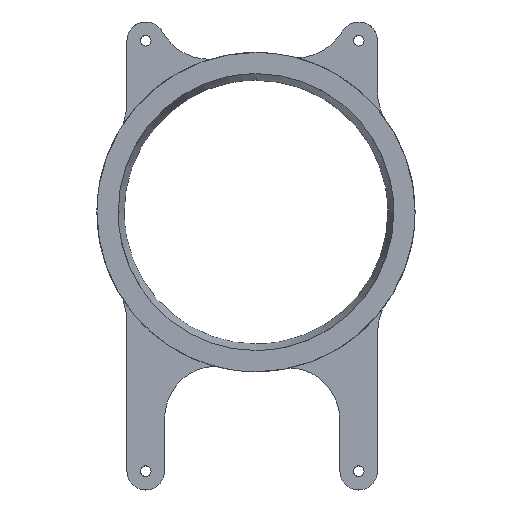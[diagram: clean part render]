
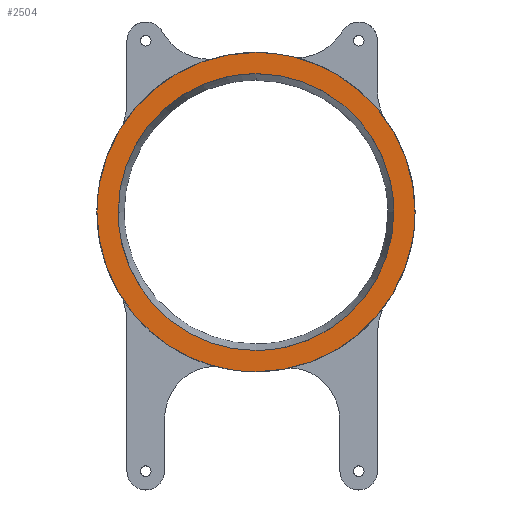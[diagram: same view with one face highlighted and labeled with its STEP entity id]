
A CAD part, top view. The second image highlights one B-rep face of the part: STEP entity #2504.
In plain terms, the highlighted planar face has unit normal (0, 0, 1).
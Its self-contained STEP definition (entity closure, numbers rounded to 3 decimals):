
#783=CARTESIAN_POINT('',(0.,-31.487,
2.816));
#784=CARTESIAN_POINT('',(2.049,-31.487,2.816));
#785=CARTESIAN_POINT('',(6.159,-31.077,2.816));
#786=CARTESIAN_POINT('',(12.08,-29.28,2.816));
#787=CARTESIAN_POINT('',(17.536,-26.348,2.816));
#788=CARTESIAN_POINT('',(22.324,-22.413,2.816));
#789=CARTESIAN_POINT('',(26.247,-17.607,2.816));
#790=CARTESIAN_POINT('',(29.17,-12.13,2.816));
#791=CARTESIAN_POINT('',(30.962,-6.185,2.816));
#792=CARTESIAN_POINT('',(31.371,-2.058,2.816));
#793=CARTESIAN_POINT('',(31.371,0.,2.816));
#795=CARTESIAN_POINT('',(-31.371,0.,
2.816));
#796=CARTESIAN_POINT('',(-31.371,-2.058,2.816));
#797=CARTESIAN_POINT('',(-30.962,-6.185,2.816));
#798=CARTESIAN_POINT('',(-29.17,-12.13,2.816));
#799=CARTESIAN_POINT('',(-26.247,-17.607,2.816));
#800=CARTESIAN_POINT('',(-22.324,-22.413,2.816));
#801=CARTESIAN_POINT('',(-17.536,-26.348,2.816));
#802=CARTESIAN_POINT('',(-12.08,-29.28,2.816));
#803=CARTESIAN_POINT('',(-6.159,-31.077,2.816));
#804=CARTESIAN_POINT('',(-2.049,-31.487,2.816));
#805=CARTESIAN_POINT('',(0.,-31.487,
2.816));
#807=CARTESIAN_POINT('',(0.,31.487,2.816));
#808=CARTESIAN_POINT('',(-1.026,31.487,2.816));
#809=CARTESIAN_POINT('',(-3.079,31.385,2.816));
#810=CARTESIAN_POINT('',(-6.128,30.93,2.816));
#811=CARTESIAN_POINT('',(-9.119,30.179,2.816));
#812=CARTESIAN_POINT('',(-12.986,28.793,2.816));
#813=CARTESIAN_POINT('',(-17.535,26.348,2.816));
#814=CARTESIAN_POINT('',(-21.527,23.067,2.816));
#815=CARTESIAN_POINT('',(-24.286,20.012,2.816));
#816=CARTESIAN_POINT('',(-26.124,17.526,2.816));
#817=CARTESIAN_POINT('',(-27.71,14.871,2.816));
#818=CARTESIAN_POINT('',(-29.468,11.142,2.816));
#819=CARTESIAN_POINT('',(-30.962,6.184,2.816));
#820=CARTESIAN_POINT('',(-31.371,2.058,2.816));
#821=CARTESIAN_POINT('',(-31.371,0.,
2.816));
#823=CARTESIAN_POINT('',(31.371,0.,2.816));
#824=CARTESIAN_POINT('',(31.371,2.058,2.816));
#825=CARTESIAN_POINT('',(30.962,6.184,2.816));
#826=CARTESIAN_POINT('',(29.468,11.142,2.816));
#827=CARTESIAN_POINT('',(27.71,14.871,2.816));
#828=CARTESIAN_POINT('',(26.124,17.526,2.816));
#829=CARTESIAN_POINT('',(24.286,20.012,2.816));
#830=CARTESIAN_POINT('',(21.527,23.067,2.816));
#831=CARTESIAN_POINT('',(17.535,26.348,2.816));
#832=CARTESIAN_POINT('',(12.986,28.793,2.816));
#833=CARTESIAN_POINT('',(9.119,30.179,2.816));
#834=CARTESIAN_POINT('',(6.128,30.93,2.816));
#835=CARTESIAN_POINT('',(3.079,31.385,2.816));
#836=CARTESIAN_POINT('',(1.026,31.487,2.816));
#837=CARTESIAN_POINT('',(0.,31.487,2.816));
#839=CARTESIAN_POINT('',(0.,27.297,2.816));
#840=CARTESIAN_POINT('',(1.779,27.297,2.816));
#841=CARTESIAN_POINT('',(5.337,26.945,2.816));
#842=CARTESIAN_POINT('',(10.47,25.382,2.816));
#843=CARTESIAN_POINT('',(15.197,22.843,2.816));
#844=CARTESIAN_POINT('',(19.345,19.427,2.816));
#845=CARTESIAN_POINT('',(22.749,15.263,2.816));
#846=CARTESIAN_POINT('',(25.276,10.513,2.816));
#847=CARTESIAN_POINT('',(26.832,5.36,2.816));
#848=CARTESIAN_POINT('',(27.183,1.787,2.816));
#849=CARTESIAN_POINT('',(27.183,0.,2.816));
#851=CARTESIAN_POINT('',(-27.183,0.,2.816));
#852=CARTESIAN_POINT('',(-27.183,1.787,2.816));
#853=CARTESIAN_POINT('',(-26.832,5.36,2.816));
#854=CARTESIAN_POINT('',(-25.276,10.513,2.816));
#855=CARTESIAN_POINT('',(-22.749,15.263,2.816));
#856=CARTESIAN_POINT('',(-19.345,19.427,2.816));
#857=CARTESIAN_POINT('',(-15.197,22.843,2.816));
#858=CARTESIAN_POINT('',(-10.47,25.382,2.816));
#859=CARTESIAN_POINT('',(-5.337,26.945,2.816));
#860=CARTESIAN_POINT('',(-1.779,27.297,2.816));
#861=CARTESIAN_POINT('',(0.,27.297,2.816));
#863=CARTESIAN_POINT('',(0.,-27.297,
2.816));
#864=CARTESIAN_POINT('',(-1.779,-27.297,2.816));
#865=CARTESIAN_POINT('',(-5.337,-26.945,2.816));
#866=CARTESIAN_POINT('',(-10.469,-25.381,2.816));
#867=CARTESIAN_POINT('',(-15.199,-22.843,2.816));
#868=CARTESIAN_POINT('',(-19.345,-19.427,2.816));
#869=CARTESIAN_POINT('',(-22.747,-15.264,2.816));
#870=CARTESIAN_POINT('',(-25.275,-10.514,2.816));
#871=CARTESIAN_POINT('',(-26.832,-5.36,2.816));
#872=CARTESIAN_POINT('',(-27.183,-1.787,2.816));
#873=CARTESIAN_POINT('',(-27.183,0.,2.816));
#875=CARTESIAN_POINT('',(27.183,0.,2.816));
#876=CARTESIAN_POINT('',(27.183,-1.787,2.816));
#877=CARTESIAN_POINT('',(26.832,-5.36,2.816));
#878=CARTESIAN_POINT('',(25.275,-10.514,2.816));
#879=CARTESIAN_POINT('',(22.747,-15.264,2.816));
#880=CARTESIAN_POINT('',(19.345,-19.427,2.816));
#881=CARTESIAN_POINT('',(15.199,-22.843,2.816));
#882=CARTESIAN_POINT('',(10.469,-25.381,2.816));
#883=CARTESIAN_POINT('',(5.337,-26.945,2.816));
#884=CARTESIAN_POINT('',(1.779,-27.297,2.816));
#885=CARTESIAN_POINT('',(0.,-27.297,
2.816));
#1288=VERTEX_POINT('',#795);
#1289=VERTEX_POINT('',#805);
#1290=VERTEX_POINT('',#793);
#1291=VERTEX_POINT('',#839);
#1292=VERTEX_POINT('',#849);
#1293=VERTEX_POINT('',#885);
#1294=VERTEX_POINT('',#873);
#1305=VERTEX_POINT('',#837);
#2485=CARTESIAN_POINT('',(0.,-37.898,2.816));
#2486=DIRECTION('',(0.,0.,1.));
#2487=DIRECTION('',(1.,0.,0.));
#2488=AXIS2_PLACEMENT_3D('',#2485,#2486,#2487);
#2489=PLANE('',#2488);
#2490=ORIENTED_EDGE('',*,*,#2419,.F.);
#2491=ORIENTED_EDGE('',*,*,#2446,.F.);
#2492=ORIENTED_EDGE('',*,*,#2477,.F.);
#2493=ORIENTED_EDGE('',*,*,#2390,.F.);
#2494=EDGE_LOOP('',(#2490,#2491,#2492,#2493));
#2495=FACE_OUTER_BOUND('',#2494,.F.);
#2497=ORIENTED_EDGE('',*,*,#2496,.F.);
#2498=ORIENTED_EDGE('',*,*,#1405,.F.);
#2499=ORIENTED_EDGE('',*,*,#1433,.F.);
#2501=ORIENTED_EDGE('',*,*,#2500,.F.);
#2502=EDGE_LOOP('',(#2497,#2498,#2499,#2501));
#2503=FACE_BOUND('',#2502,.F.);
#2504=ADVANCED_FACE('',(#2495,#2503),#2489,.T.);
#794=B_SPLINE_CURVE_WITH_KNOTS('',3,(#783,#784,#785,#786,#787,#788,#789,#790,
#791,#792,#793),.UNSPECIFIED.,.F.,.F.,(4,1,1,1,1,1,1,1,4),(0.,
0.125,0.249,0.374,0.499,
0.624,0.749,0.875,1.),.UNSPECIFIED.);
#806=B_SPLINE_CURVE_WITH_KNOTS('',3,(#795,#796,#797,#798,#799,#800,#801,#802,
#803,#804,#805),.UNSPECIFIED.,.F.,.F.,(4,1,1,1,1,1,1,1,4),(0.,
0.125,0.251,0.376,0.501,
0.626,0.751,0.875,1.),.UNSPECIFIED.);
#822=B_SPLINE_CURVE_WITH_KNOTS('',3,(#807,#808,#809,#810,#811,#812,#813,#814,
#815,#816,#817,#818,#819,#820,#821),.UNSPECIFIED.,.F.,.F.,(4,1,1,1,1,1,1,1,1,1,
1,1,4),(0.,0.062,0.125,0.187,
0.25,0.374,0.499,0.562,
0.624,0.687,0.75,0.875,1.),
.UNSPECIFIED.);
#838=B_SPLINE_CURVE_WITH_KNOTS('',3,(#823,#824,#825,#826,#827,#828,#829,#830,
#831,#832,#833,#834,#835,#836,#837),.UNSPECIFIED.,.F.,.F.,(4,1,1,1,1,1,1,1,1,1,
1,1,4),(0.,0.125,0.25,0.313,
0.376,0.438,0.501,0.626,
0.75,0.813,0.875,0.938,1.),
.UNSPECIFIED.);
#850=B_SPLINE_CURVE_WITH_KNOTS('',3,(#839,#840,#841,#842,#843,#844,#845,#846,
#847,#848,#849),.UNSPECIFIED.,.F.,.F.,(4,1,1,1,1,1,1,1,4),(0.,0.125,0.25,
0.375,0.5,0.625,0.75,0.875,1.),.UNSPECIFIED.);
#862=B_SPLINE_CURVE_WITH_KNOTS('',3,(#851,#852,#853,#854,#855,#856,#857,#858,
#859,#860,#861),.UNSPECIFIED.,.F.,.F.,(4,1,1,1,1,1,1,1,4),(0.,0.125,0.25,
0.375,0.5,0.625,0.75,0.875,1.),.UNSPECIFIED.);
#874=B_SPLINE_CURVE_WITH_KNOTS('',3,(#863,#864,#865,#866,#867,#868,#869,#870,
#871,#872,#873),.UNSPECIFIED.,.F.,.F.,(4,1,1,1,1,1,1,1,4),(0.,0.125,0.25,
0.375,0.5,0.625,0.75,0.875,1.),.UNSPECIFIED.);
#886=B_SPLINE_CURVE_WITH_KNOTS('',3,(#875,#876,#877,#878,#879,#880,#881,#882,
#883,#884,#885),.UNSPECIFIED.,.F.,.F.,(4,1,1,1,1,1,1,1,4),(0.,0.125,0.25,
0.375,0.5,0.625,0.75,0.875,1.),.UNSPECIFIED.);
#1405=EDGE_CURVE('',#1294,#1291,#862,.T.);
#1433=EDGE_CURVE('',#1293,#1294,#874,.T.);
#2390=EDGE_CURVE('',#1290,#1305,#838,.T.);
#2419=EDGE_CURVE('',#1289,#1290,#794,.T.);
#2446=EDGE_CURVE('',#1288,#1289,#806,.T.);
#2477=EDGE_CURVE('',#1305,#1288,#822,.T.);
#2496=EDGE_CURVE('',#1291,#1292,#850,.T.);
#2500=EDGE_CURVE('',#1292,#1293,#886,.T.);
